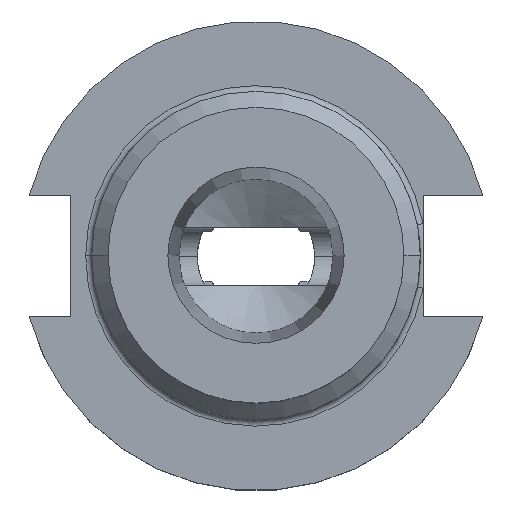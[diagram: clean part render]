
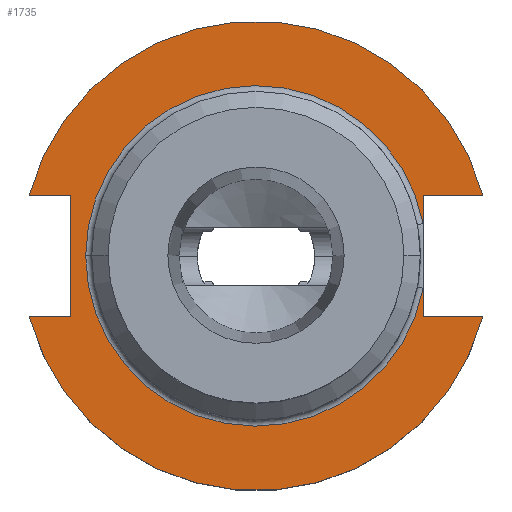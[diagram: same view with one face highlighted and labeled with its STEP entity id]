
A CAD part, top view. The second image highlights one B-rep face of the part: STEP entity #1735.
In plain terms, the highlighted planar face has unit normal (0, 0, 1).
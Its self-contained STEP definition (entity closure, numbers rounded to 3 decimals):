
#25 = VECTOR ( 'NONE', #1170, 1000. ) ;
#29 = EDGE_CURVE ( 'NONE', #120, #506, #742, .T. ) ;
#58 = LINE ( 'NONE', #1776, #25 ) ;
#66 = CARTESIAN_POINT ( 'NONE',  ( 0., -8.191, 19.05 ) ) ;
#74 = VERTEX_POINT ( 'NONE', #1194 ) ;
#120 = VERTEX_POINT ( 'NONE', #1821 ) ;
#179 = LINE ( 'NONE', #2174, #947 ) ;
#183 = CARTESIAN_POINT ( 'NONE',  ( 30.675, -8.191, 19.05 ) ) ;
#184 = VERTEX_POINT ( 'NONE', #2418 ) ;
#210 = CIRCLE ( 'NONE', #2077, 31.75 ) ;
#220 = DIRECTION ( 'NONE',  ( 0., 1., 0. ) ) ;
#326 = VERTEX_POINT ( 'NONE', #1131 ) ;
#327 = CARTESIAN_POINT ( 'NONE',  ( 22.606, -4.373, 19.05 ) ) ;
#337 = ORIENTED_EDGE ( 'NONE', *, *, #2185, .T. ) ;
#350 = ORIENTED_EDGE ( 'NONE', *, *, #1568, .T. ) ;
#361 = LINE ( 'NONE', #846, #1315 ) ;
#390 = EDGE_CURVE ( 'NONE', #74, #931, #1994, .T. ) ;
#422 = DIRECTION ( 'NONE',  ( 1., 0., 0. ) ) ;
#452 = AXIS2_PLACEMENT_3D ( 'NONE', #1719, #2136, #577 ) ;
#469 = ORIENTED_EDGE ( 'NONE', *, *, #2403, .T. ) ;
#475 = ORIENTED_EDGE ( 'NONE', *, *, #390, .T. ) ;
#506 = VERTEX_POINT ( 'NONE', #734 ) ;
#555 = CIRCLE ( 'NONE', #2277, 23.025 ) ;
#565 = CARTESIAN_POINT ( 'NONE',  ( 0., 8.191, 19.05 ) ) ;
#577 = DIRECTION ( 'NONE',  ( -1., 0., 0. ) ) ;
#644 = CARTESIAN_POINT ( 'NONE',  ( 0., 0., 19.05 ) ) ;
#666 = EDGE_CURVE ( 'NONE', #326, #2364, #1067, .T. ) ;
#714 = AXIS2_PLACEMENT_3D ( 'NONE', #984, #1732, #1943 ) ;
#734 = CARTESIAN_POINT ( 'NONE',  ( -25.091, -8.191, 19.05 ) ) ;
#742 = LINE ( 'NONE', #1352, #1504 ) ;
#781 = VERTEX_POINT ( 'NONE', #327 ) ;
#790 = CARTESIAN_POINT ( 'NONE',  ( -61.091, 8.191, 19.05 ) ) ;
#801 = EDGE_LOOP ( 'NONE', ( #1669, #1226, #1418, #469, #1752, #895, #475, #337, #1762, #350, #872 ) ) ;
#818 = VERTEX_POINT ( 'NONE', #1124 ) ;
#846 = CARTESIAN_POINT ( 'NONE',  ( -25.091, 8.191, 19.05 ) ) ;
#863 = DIRECTION ( 'NONE',  ( -1., 0., 0. ) ) ;
#872 = ORIENTED_EDGE ( 'NONE', *, *, #666, .F. ) ;
#890 = LINE ( 'NONE', #565, #1506 ) ;
#895 = ORIENTED_EDGE ( 'NONE', *, *, #901, .T. ) ;
#901 = EDGE_CURVE ( 'NONE', #1128, #74, #1245, .T. ) ;
#904 = CARTESIAN_POINT ( 'NONE',  ( 30.675, 8.191, 19.05 ) ) ;
#931 = VERTEX_POINT ( 'NONE', #2305 ) ;
#947 = VECTOR ( 'NONE', #220, 1000. ) ;
#984 = CARTESIAN_POINT ( 'NONE',  ( 0., 22.225, 19.05 ) ) ;
#1067 = LINE ( 'NONE', #66, #1632 ) ;
#1121 = FACE_OUTER_BOUND ( 'NONE', #801, .T. ) ;
#1124 = CARTESIAN_POINT ( 'NONE',  ( 22.606, 8.191, 19.05 ) ) ;
#1128 = VERTEX_POINT ( 'NONE', #904 ) ;
#1131 = CARTESIAN_POINT ( 'NONE',  ( 22.606, -8.191, 19.05 ) ) ;
#1170 = DIRECTION ( 'NONE',  ( 0., 1., 0. ) ) ;
#1194 = CARTESIAN_POINT ( 'NONE',  ( -30.675, 8.191, 19.05 ) ) ;
#1205 = EDGE_CURVE ( 'NONE', #1128, #818, #890, .T. ) ;
#1226 = ORIENTED_EDGE ( 'NONE', *, *, #1803, .T. ) ;
#1235 = EDGE_CURVE ( 'NONE', #184, #2148, #1289, .T. ) ;
#1245 = CIRCLE ( 'NONE', #2525, 31.75 ) ;
#1251 = DIRECTION ( 'NONE',  ( 0., 0., -1. ) ) ;
#1289 = CIRCLE ( 'NONE', #452, 23.025 ) ;
#1308 = EDGE_CURVE ( 'NONE', #326, #781, #58, .T. ) ;
#1315 = VECTOR ( 'NONE', #2214, 1000. ) ;
#1352 = CARTESIAN_POINT ( 'NONE',  ( -61.091, -8.191, 19.05 ) ) ;
#1418 = ORIENTED_EDGE ( 'NONE', *, *, #1235, .T. ) ;
#1504 = VECTOR ( 'NONE', #2167, 1000. ) ;
#1506 = VECTOR ( 'NONE', #2295, 1000. ) ;
#1526 = DIRECTION ( 'NONE',  ( 1., 0., 0. ) ) ;
#1553 = DIRECTION ( 'NONE',  ( 1., 0., 0. ) ) ;
#1568 = EDGE_CURVE ( 'NONE', #120, #2364, #210, .T. ) ;
#1573 = DIRECTION ( 'NONE',  ( 0., 0., 1. ) ) ;
#1632 = VECTOR ( 'NONE', #2014, 1000. ) ;
#1669 = ORIENTED_EDGE ( 'NONE', *, *, #1308, .T. ) ;
#1693 = DIRECTION ( 'NONE',  ( 0., 0., 1. ) ) ;
#1718 = CARTESIAN_POINT ( 'NONE',  ( 0., 0., 19.05 ) ) ;
#1719 = CARTESIAN_POINT ( 'NONE',  ( 0., 0., 19.05 ) ) ;
#1732 = DIRECTION ( 'NONE',  ( 0., 0., -1. ) ) ;
#1735 = ADVANCED_FACE ( 'NONE', ( #1121 ), #1770, .F. ) ;
#1746 = CARTESIAN_POINT ( 'NONE',  ( 22.606, 4.373, 19.05 ) ) ;
#1752 = ORIENTED_EDGE ( 'NONE', *, *, #1205, .F. ) ;
#1762 = ORIENTED_EDGE ( 'NONE', *, *, #29, .F. ) ;
#1770 = PLANE ( 'NONE',  #714 ) ;
#1776 = CARTESIAN_POINT ( 'NONE',  ( 22.606, 22.225, 19.05 ) ) ;
#1803 = EDGE_CURVE ( 'NONE', #781, #184, #555, .T. ) ;
#1821 = CARTESIAN_POINT ( 'NONE',  ( -30.675, -8.191, 19.05 ) ) ;
#1936 = VECTOR ( 'NONE', #422, 1000. ) ;
#1943 = DIRECTION ( 'NONE',  ( -1., 0., 0. ) ) ;
#1994 = LINE ( 'NONE', #790, #1936 ) ;
#2014 = DIRECTION ( 'NONE',  ( 1., 0., 0. ) ) ;
#2029 = CARTESIAN_POINT ( 'NONE',  ( 0., 0., 19.05 ) ) ;
#2077 = AXIS2_PLACEMENT_3D ( 'NONE', #644, #1573, #1553 ) ;
#2136 = DIRECTION ( 'NONE',  ( 0., 0., -1. ) ) ;
#2148 = VERTEX_POINT ( 'NONE', #1746 ) ;
#2167 = DIRECTION ( 'NONE',  ( 1., 0., 0. ) ) ;
#2174 = CARTESIAN_POINT ( 'NONE',  ( 22.606, 22.225, 19.05 ) ) ;
#2185 = EDGE_CURVE ( 'NONE', #931, #506, #361, .T. ) ;
#2214 = DIRECTION ( 'NONE',  ( 0., -1., 0. ) ) ;
#2277 = AXIS2_PLACEMENT_3D ( 'NONE', #2029, #1251, #863 ) ;
#2295 = DIRECTION ( 'NONE',  ( -1., 0., 0. ) ) ;
#2305 = CARTESIAN_POINT ( 'NONE',  ( -25.091, 8.191, 19.05 ) ) ;
#2364 = VERTEX_POINT ( 'NONE', #183 ) ;
#2403 = EDGE_CURVE ( 'NONE', #2148, #818, #179, .T. ) ;
#2418 = CARTESIAN_POINT ( 'NONE',  ( -23.025, 0., 19.05 ) ) ;
#2525 = AXIS2_PLACEMENT_3D ( 'NONE', #1718, #1693, #1526 ) ;
